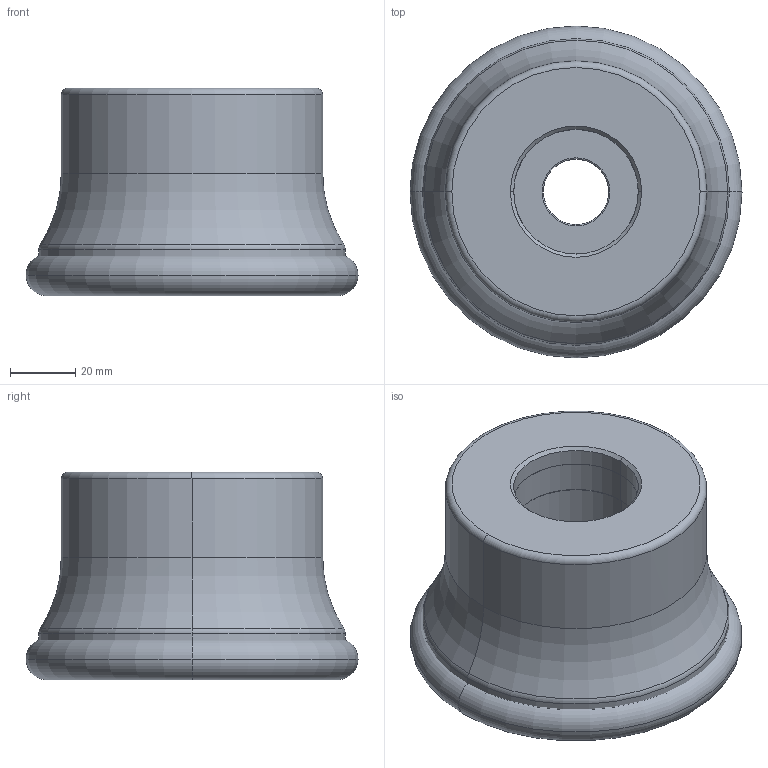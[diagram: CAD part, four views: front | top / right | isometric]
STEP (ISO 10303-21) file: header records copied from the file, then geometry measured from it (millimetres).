
FILE_DESCRIPTION(/* description */ (''),/* implementation_level */ '2;1');
FILE_NAME(/* name */ 'BRP6UPR0407E_ID0_5.stp',/* time_stamp */ '2023-03-10T14:03:52+09:00',/* author */ (''),/* organization */ (''),/* preprocessor_version */ 'ST-DEVELOPER v16',/* originating_system */ 'SIEMENS PLM Software NX 10.0',/* authorisation */ '');
FILE_SCHEMA (('AUTOMOTIVE_DESIGN { 1 0 10303 214 3 1 1 1 }'));
Length unit declared in the file: millimetre
Products named in the file (1): BRP6UPR0407E_ID0_5_ASM
Bounding box: 101.6 x 101.6 x 63.5 mm (x, y, z)
Volume: 323415.4 mm3; surface area: 46139.7 mm2
Topology: 2 solids, 2 shells, 54 faces, 132 edges, 87 vertices
Faces by surface type: torus 18, cone 16, cylinder 14, plane 6
Entity records: 1752 total; most frequent: DIRECTION 358, CARTESIAN_POINT 277, ORIENTED_EDGE 260, AXIS2_PLACEMENT_3D 164, EDGE_CURVE 130, CIRCLE 102, VERTEX_POINT 82, EDGE_LOOP 60
